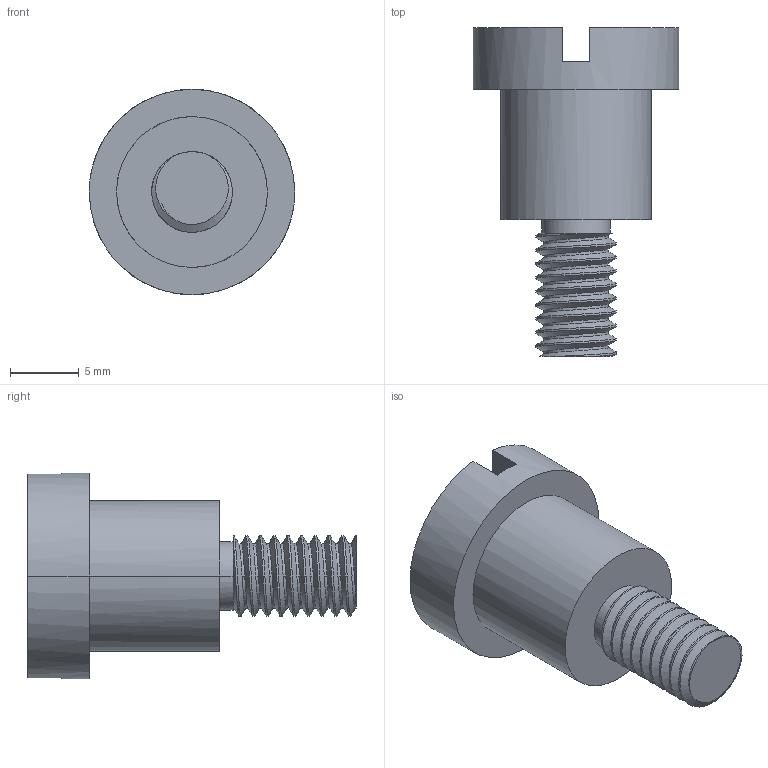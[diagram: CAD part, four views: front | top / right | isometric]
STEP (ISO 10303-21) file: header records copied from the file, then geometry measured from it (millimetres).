
FILE_DESCRIPTION(('CATIA V5 STEP Exchange'),'2;1');
FILE_NAME('Surub blocare.stp','2023-03-25T12:05:03+00:00',('none'),('none'),'CATIA Version 5 Release 21 GA (IN-10)','CATIA V5 STEP AP203','none');
FILE_SCHEMA(('CONFIG_CONTROL_DESIGN'));
Length unit declared in the file: millimetre
Products named in the file (1): Surub blocare
Bounding box: 15 x 24 x 15 mm (x, y, z)
Volume: 1841.4 mm3; surface area: 1228.3 mm2
Topology: 1 solids, 1 shells, 60 faces, 160 edges, 104 vertices
Faces by surface type: cylinder 48, plane 10, bspline 2
Entity records: 2926 total; most frequent: CARTESIAN_POINT 1594, ORIENTED_EDGE 320, DIRECTION 177, EDGE_CURVE 160, VERTEX_POINT 104, B_SPLINE_CURVE_WITH_KNOTS 95, AXIS2_PLACEMENT_3D 72, EDGE_LOOP 62
